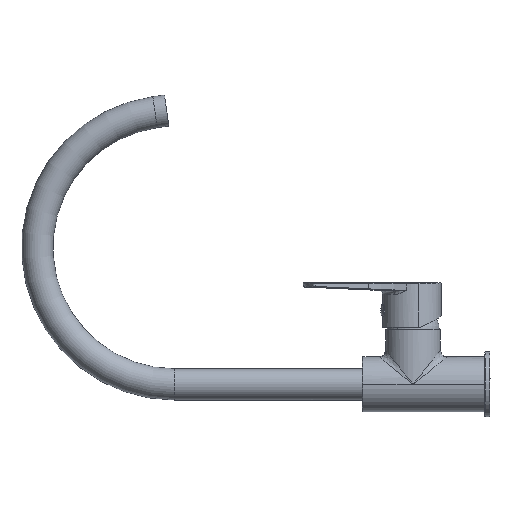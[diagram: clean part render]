
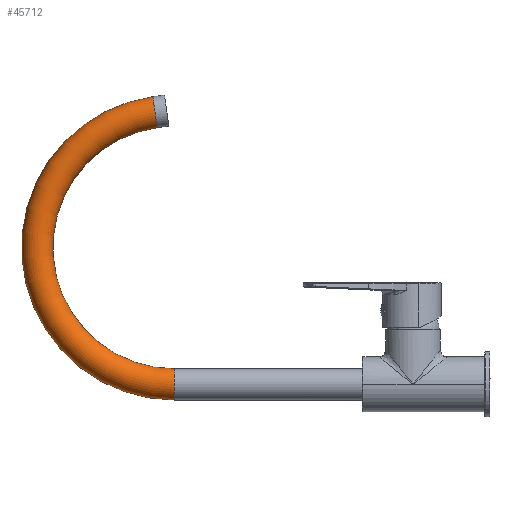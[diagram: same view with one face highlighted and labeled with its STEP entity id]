
A CAD part, left-side view. The second image highlights one B-rep face of the part: STEP entity #45712.
In plain terms, the highlighted toroidal (fillet/blend) face has major radius 104.884 mm and minor radius 12 mm.
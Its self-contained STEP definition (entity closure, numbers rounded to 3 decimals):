
#168 = DIRECTION ( 'NONE',  ( 0., -0.99, 0.139 ) ) ;
#571 = VERTEX_POINT ( 'NONE', #26587 ) ;
#1108 = DIRECTION ( 'NONE',  ( -1., 0., 0. ) ) ;
#2509 = DIRECTION ( 'NONE',  ( 0., 0., -1. ) ) ;
#2755 = VERTEX_POINT ( 'NONE', #9385 ) ;
#4284 = CARTESIAN_POINT ( 'NONE',  ( 0., 254.582, 220.631 ) ) ;
#5814 = AXIS2_PLACEMENT_3D ( 'NONE', #10452, #39369, #14483 ) ;
#7543 = ORIENTED_EDGE ( 'NONE', *, *, #20183, .F. ) ;
#9385 = CARTESIAN_POINT ( 'NONE',  ( 0., 251.242, 196.864 ) ) ;
#10452 = CARTESIAN_POINT ( 'NONE',  ( 0., 238.315, 104.884 ) ) ;
#11483 = CARTESIAN_POINT ( 'NONE',  ( 0., 238.315, 104.884 ) ) ;
#14011 = FACE_OUTER_BOUND ( 'NONE', #42073, .T. ) ;
#14483 = DIRECTION ( 'NONE',  ( 0., 0., -1. ) ) ;
#15232 = AXIS2_PLACEMENT_3D ( 'NONE', #45795, #34694, #23580 ) ;
#15834 = CIRCLE ( 'NONE', #34756, 12. ) ;
#16350 = TOROIDAL_SURFACE ( 'NONE', #5814, 104.884, 12. ) ;
#16546 = EDGE_CURVE ( 'NONE', #571, #2755, #29322, .T. ) ;
#19824 = CARTESIAN_POINT ( 'NONE',  ( 0., 238.315, -12. ) ) ;
#20183 = EDGE_CURVE ( 'NONE', #23187, #2755, #15834, .T. ) ;
#20185 = EDGE_CURVE ( 'NONE', #40253, #23187, #26429, .T. ) ;
#20707 = ORIENTED_EDGE ( 'NONE', *, *, #16546, .T. ) ;
#21651 = CARTESIAN_POINT ( 'NONE',  ( 0., 252.912, 208.747 ) ) ;
#23187 = VERTEX_POINT ( 'NONE', #4284 ) ;
#23580 = DIRECTION ( 'NONE',  ( -1., 0., 0. ) ) ;
#24161 = ORIENTED_EDGE ( 'NONE', *, *, #20185, .F. ) ;
#26429 = CIRCLE ( 'NONE', #33238, 116.884 ) ;
#26587 = CARTESIAN_POINT ( 'NONE',  ( 0., 238.315, 12. ) ) ;
#29254 = DIRECTION ( 'NONE',  ( 1., 0., 0. ) ) ;
#29322 = CIRCLE ( 'NONE', #35385, 92.884 ) ;
#32465 = CARTESIAN_POINT ( 'NONE',  ( 0., 238.315, 104.884 ) ) ;
#33118 = ORIENTED_EDGE ( 'NONE', *, *, #41213, .T. ) ;
#33238 = AXIS2_PLACEMENT_3D ( 'NONE', #11483, #29254, #39668 ) ;
#34694 = DIRECTION ( 'NONE',  ( 0., 1., 0. ) ) ;
#34756 = AXIS2_PLACEMENT_3D ( 'NONE', #21651, #168, #1108 ) ;
#35385 = AXIS2_PLACEMENT_3D ( 'NONE', #32465, #46413, #2509 ) ;
#35655 = CIRCLE ( 'NONE', #15232, 12. ) ;
#39369 = DIRECTION ( 'NONE',  ( 1., 0., 0. ) ) ;
#39668 = DIRECTION ( 'NONE',  ( 0., 0., -1. ) ) ;
#40253 = VERTEX_POINT ( 'NONE', #19824 ) ;
#41213 = EDGE_CURVE ( 'NONE', #40253, #571, #35655, .T. ) ;
#42073 = EDGE_LOOP ( 'NONE', ( #24161, #33118, #20707, #7543 ) ) ;
#45712 = ADVANCED_FACE ( 'NONE', ( #14011 ), #16350, .T. ) ;
#45795 = CARTESIAN_POINT ( 'NONE',  ( 0., 238.315, 0. ) ) ;
#46413 = DIRECTION ( 'NONE',  ( 1., 0., 0. ) ) ;
